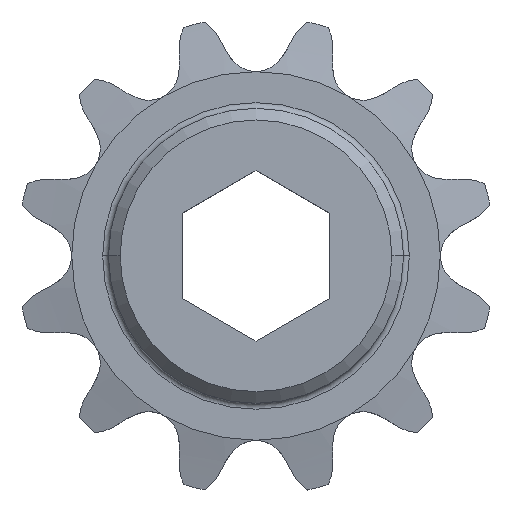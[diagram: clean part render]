
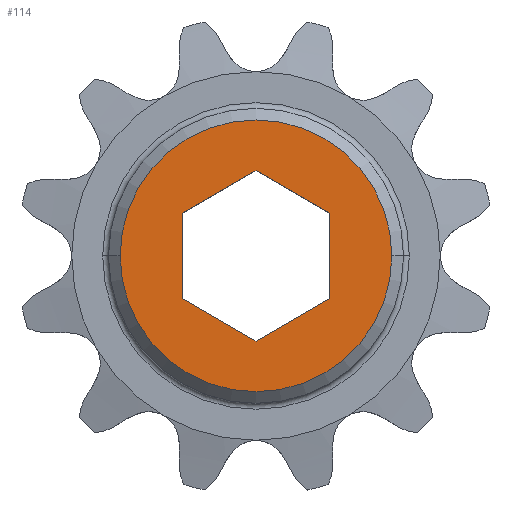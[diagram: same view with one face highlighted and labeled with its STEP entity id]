
A CAD part, top view. The second image highlights one B-rep face of the part: STEP entity #114.
In plain terms, the highlighted planar face has unit normal (0, 0, 1).
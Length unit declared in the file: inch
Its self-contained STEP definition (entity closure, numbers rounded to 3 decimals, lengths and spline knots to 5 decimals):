
#106 = DIRECTION ( 'NONE',  ( 0., 0., 1. ) ) ;
#114 = ADVANCED_FACE ( 'NONE', ( #567, #1589 ), #742, .T. ) ;
#377 = VECTOR ( 'NONE', #3630, 39.37008 ) ;
#388 = VERTEX_POINT ( 'NONE', #1433 ) ;
#483 = LINE ( 'NONE', #3647, #377 ) ;
#501 = DIRECTION ( 'NONE',  ( 1., 0., 0. ) ) ;
#567 = FACE_OUTER_BOUND ( 'NONE', #3271, .T. ) ;
#727 = VERTEX_POINT ( 'NONE', #3699 ) ;
#742 = PLANE ( 'NONE',  #1661 ) ;
#796 = CARTESIAN_POINT ( 'NONE',  ( -0.46063, 0., 0.33575 ) ) ;
#802 = CIRCLE ( 'NONE', #1350, 0.46063 ) ;
#931 = ORIENTED_EDGE ( 'NONE', *, *, #1918, .F. ) ;
#979 = CARTESIAN_POINT ( 'NONE',  ( 0., 0., 0.33575 ) ) ;
#1262 = ORIENTED_EDGE ( 'NONE', *, *, #1956, .F. ) ;
#1268 = ORIENTED_EDGE ( 'NONE', *, *, #1808, .T. ) ;
#1350 = AXIS2_PLACEMENT_3D ( 'NONE', #3881, #3868, #3858 ) ;
#1364 = LINE ( 'NONE', #3613, #3408 ) ;
#1368 = AXIS2_PLACEMENT_3D ( 'NONE', #4230, #4225, #4218 ) ;
#1428 = CIRCLE ( 'NONE', #1368, 0.46063 ) ;
#1433 = CARTESIAN_POINT ( 'NONE',  ( 0.2505, -0.14463, 0.33575 ) ) ;
#1589 = FACE_BOUND ( 'NONE', #3385, .T. ) ;
#1616 = VECTOR ( 'NONE', #3822, 39.37008 ) ;
#1661 = AXIS2_PLACEMENT_3D ( 'NONE', #979, #106, #501 ) ;
#1740 = VECTOR ( 'NONE', #3887, 39.37008 ) ;
#1808 = EDGE_CURVE ( 'NONE', #3457, #4403, #1428, .T. ) ;
#1834 = VERTEX_POINT ( 'NONE', #4173 ) ;
#1896 = EDGE_CURVE ( 'NONE', #4403, #3457, #802, .T. ) ;
#1903 = EDGE_CURVE ( 'NONE', #1916, #1834, #3019, .T. ) ;
#1916 = VERTEX_POINT ( 'NONE', #3831 ) ;
#1918 = EDGE_CURVE ( 'NONE', #4119, #1916, #2751, .T. ) ;
#1925 = EDGE_CURVE ( 'NONE', #3290, #4119, #3794, .T. ) ;
#1934 = EDGE_CURVE ( 'NONE', #388, #3290, #4435, .T. ) ;
#1956 = EDGE_CURVE ( 'NONE', #727, #388, #483, .T. ) ;
#1965 = EDGE_CURVE ( 'NONE', #1834, #727, #1364, .T. ) ;
#2216 = CARTESIAN_POINT ( 'NONE',  ( 0.46063, 0., 0.33575 ) ) ;
#2631 = VECTOR ( 'NONE', #3738, 39.37008 ) ;
#2724 = ORIENTED_EDGE ( 'NONE', *, *, #1896, .T. ) ;
#2751 = LINE ( 'NONE', #3836, #1616 ) ;
#3019 = LINE ( 'NONE', #3893, #1740 ) ;
#3271 = EDGE_LOOP ( 'NONE', ( #2724, #1268 ) ) ;
#3290 = VERTEX_POINT ( 'NONE', #3671 ) ;
#3385 = EDGE_LOOP ( 'NONE', ( #3869, #931, #3721, #3820, #1262, #4663 ) ) ;
#3408 = VECTOR ( 'NONE', #3653, 39.37008 ) ;
#3457 = VERTEX_POINT ( 'NONE', #2216 ) ;
#3613 = CARTESIAN_POINT ( 'NONE',  ( -0.2505, -0.14463, 0.33575 ) ) ;
#3630 = DIRECTION ( 'NONE',  ( 0.866, 0.5, 0. ) ) ;
#3647 = CARTESIAN_POINT ( 'NONE',  ( 0., -0.28925, 0.33575 ) ) ;
#3653 = DIRECTION ( 'NONE',  ( 0.866, -0.5, 0. ) ) ;
#3671 = CARTESIAN_POINT ( 'NONE',  ( 0.2505, 0.14463, 0.33575 ) ) ;
#3696 = VECTOR ( 'NONE', #3821, 39.37008 ) ;
#3699 = CARTESIAN_POINT ( 'NONE',  ( 0., -0.28925, 0.33575 ) ) ;
#3721 = ORIENTED_EDGE ( 'NONE', *, *, #1925, .F. ) ;
#3738 = DIRECTION ( 'NONE',  ( 0., 1., 0. ) ) ;
#3789 = CARTESIAN_POINT ( 'NONE',  ( 0.2505, -0.14463, 0.33575 ) ) ;
#3794 = LINE ( 'NONE', #3827, #3696 ) ;
#3820 = ORIENTED_EDGE ( 'NONE', *, *, #1934, .F. ) ;
#3821 = DIRECTION ( 'NONE',  ( -0.866, 0.5, 0. ) ) ;
#3822 = DIRECTION ( 'NONE',  ( -0.866, -0.5, 0. ) ) ;
#3827 = CARTESIAN_POINT ( 'NONE',  ( 0.2505, 0.14463, 0.33575 ) ) ;
#3831 = CARTESIAN_POINT ( 'NONE',  ( -0.2505, 0.14463, 0.33575 ) ) ;
#3836 = CARTESIAN_POINT ( 'NONE',  ( 0., 0.28925, 0.33575 ) ) ;
#3858 = DIRECTION ( 'NONE',  ( 1., 0., 0. ) ) ;
#3868 = DIRECTION ( 'NONE',  ( 0., 0., 1. ) ) ;
#3869 = ORIENTED_EDGE ( 'NONE', *, *, #1903, .F. ) ;
#3881 = CARTESIAN_POINT ( 'NONE',  ( 0., 0., 0.33575 ) ) ;
#3887 = DIRECTION ( 'NONE',  ( 0., -1., 0. ) ) ;
#3893 = CARTESIAN_POINT ( 'NONE',  ( -0.2505, 0.14463, 0.33575 ) ) ;
#4119 = VERTEX_POINT ( 'NONE', #4147 ) ;
#4147 = CARTESIAN_POINT ( 'NONE',  ( 0., 0.28925, 0.33575 ) ) ;
#4173 = CARTESIAN_POINT ( 'NONE',  ( -0.2505, -0.14463, 0.33575 ) ) ;
#4218 = DIRECTION ( 'NONE',  ( 1., 0., 0. ) ) ;
#4225 = DIRECTION ( 'NONE',  ( 0., 0., 1. ) ) ;
#4230 = CARTESIAN_POINT ( 'NONE',  ( 0., 0., 0.33575 ) ) ;
#4403 = VERTEX_POINT ( 'NONE', #796 ) ;
#4435 = LINE ( 'NONE', #3789, #2631 ) ;
#4663 = ORIENTED_EDGE ( 'NONE', *, *, #1965, .F. ) ;
